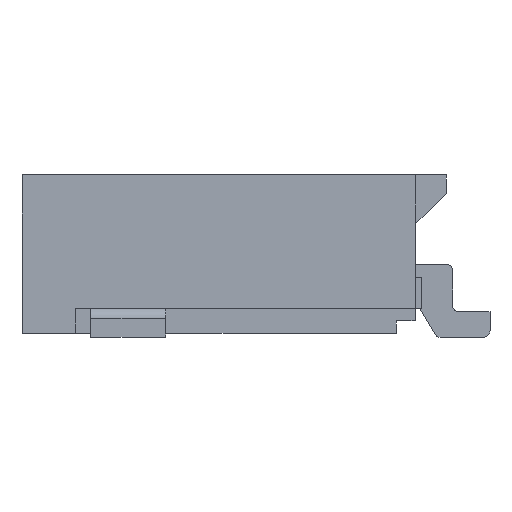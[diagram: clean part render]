
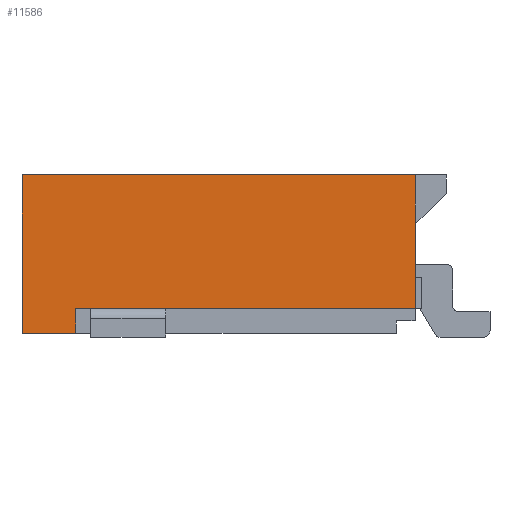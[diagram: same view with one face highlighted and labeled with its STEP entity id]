
A CAD part, front view. The second image highlights one B-rep face of the part: STEP entity #11586.
In plain terms, the highlighted planar face has unit normal (0, -1, 0).
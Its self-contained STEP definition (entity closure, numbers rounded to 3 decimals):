
#198=FACE_OUTER_BOUND('',#784,.T.);
#784=EDGE_LOOP('',(#7648,#7649,#7650,#7651,#7652,#7653));
#1697=LINE('',#16301,#3206);
#1698=LINE('',#16303,#3207);
#1699=LINE('',#16305,#3208);
#1700=LINE('',#16307,#3209);
#1701=LINE('',#16309,#3210);
#1702=LINE('',#16310,#3211);
#3206=VECTOR('',#13090,2.72);
#3207=VECTOR('',#13091,1.07);
#3208=VECTOR('',#13092,3.15);
#3209=VECTOR('',#13093,1.27);
#3210=VECTOR('',#13094,0.43);
#3211=VECTOR('',#13095,0.2);
#4711=VERTEX_POINT('',#16299);
#4712=VERTEX_POINT('',#16300);
#4713=VERTEX_POINT('',#16302);
#4714=VERTEX_POINT('',#16304);
#4715=VERTEX_POINT('',#16306);
#4716=VERTEX_POINT('',#16308);
#5869=EDGE_CURVE('',#4711,#4712,#1697,.T.);
#5870=EDGE_CURVE('',#4713,#4711,#1698,.T.);
#5871=EDGE_CURVE('',#4713,#4714,#1699,.T.);
#5872=EDGE_CURVE('',#4714,#4715,#1700,.T.);
#5873=EDGE_CURVE('',#4715,#4716,#1701,.T.);
#5874=EDGE_CURVE('',#4712,#4716,#1702,.T.);
#7648=ORIENTED_EDGE('',*,*,#5869,.F.);
#7649=ORIENTED_EDGE('',*,*,#5870,.F.);
#7650=ORIENTED_EDGE('',*,*,#5871,.T.);
#7651=ORIENTED_EDGE('',*,*,#5872,.T.);
#7652=ORIENTED_EDGE('',*,*,#5873,.T.);
#7653=ORIENTED_EDGE('',*,*,#5874,.F.);
#11124=PLANE('',#12190);
#11586=ADVANCED_FACE('',(#198),#11124,.T.);
#12190=AXIS2_PLACEMENT_3D('',#16298,#13088,#13089);
#13088=DIRECTION('center_axis',(0.,-1.,0.));
#13089=DIRECTION('ref_axis',(1.,0.,0.));
#13090=DIRECTION('',(-1.,0.,0.));
#13091=DIRECTION('',(0.,0.,-1.));
#13092=DIRECTION('',(-1.,0.,0.));
#13093=DIRECTION('',(0.,0.,-1.));
#13094=DIRECTION('',(1.,0.,0.));
#13095=DIRECTION('',(0.,0.,-1.));
#16298=CARTESIAN_POINT('Origin',(-0.107,-4.259,0.666));
#16299=CARTESIAN_POINT('',(1.468,-4.259,0.231));
#16300=CARTESIAN_POINT('',(-1.252,-4.259,0.231));
#16301=CARTESIAN_POINT('',(1.468,-4.259,0.231));
#16302=CARTESIAN_POINT('',(1.468,-4.259,1.301));
#16303=CARTESIAN_POINT('',(1.468,-4.259,1.301));
#16304=CARTESIAN_POINT('',(-1.682,-4.259,1.301));
#16305=CARTESIAN_POINT('',(1.468,-4.259,1.301));
#16306=CARTESIAN_POINT('',(-1.682,-4.259,0.031));
#16307=CARTESIAN_POINT('',(-1.682,-4.259,1.301));
#16308=CARTESIAN_POINT('',(-1.252,-4.259,0.031));
#16309=CARTESIAN_POINT('',(-1.682,-4.259,0.031));
#16310=CARTESIAN_POINT('',(-1.252,-4.259,0.231));
